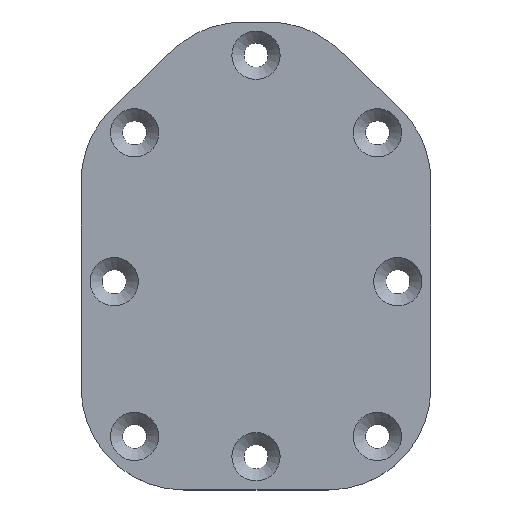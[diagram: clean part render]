
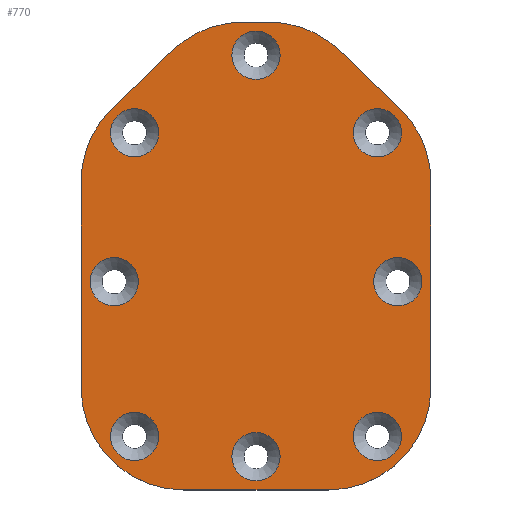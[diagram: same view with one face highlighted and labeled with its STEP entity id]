
A CAD part, top view. The second image highlights one B-rep face of the part: STEP entity #770.
In plain terms, the highlighted planar face has unit normal (0, 0, 1).
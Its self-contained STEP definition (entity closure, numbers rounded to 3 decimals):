
#51=FACE_BOUND('',#112,.T.);
#52=FACE_BOUND('',#113,.T.);
#53=FACE_BOUND('',#114,.T.);
#54=FACE_BOUND('',#115,.T.);
#55=FACE_BOUND('',#116,.T.);
#56=FACE_BOUND('',#117,.T.);
#57=FACE_BOUND('',#118,.T.);
#58=FACE_BOUND('',#119,.T.);
#68=FACE_OUTER_BOUND('',#111,.T.);
#111=EDGE_LOOP('',(#531,#532,#533,#534,#535,#536,#537,#538,#539,#540,#541,
#542));
#112=EDGE_LOOP('',(#543));
#113=EDGE_LOOP('',(#544));
#114=EDGE_LOOP('',(#545));
#115=EDGE_LOOP('',(#546));
#116=EDGE_LOOP('',(#547));
#117=EDGE_LOOP('',(#548));
#118=EDGE_LOOP('',(#549));
#119=EDGE_LOOP('',(#550));
#171=CIRCLE('',#830,17.);
#172=CIRCLE('',#831,17.);
#173=CIRCLE('',#832,17.);
#174=CIRCLE('',#833,17.);
#175=CIRCLE('',#834,17.);
#176=CIRCLE('',#835,17.);
#177=CIRCLE('',#836,4.);
#178=CIRCLE('',#837,4.);
#179=CIRCLE('',#838,4.);
#180=CIRCLE('',#839,4.);
#181=CIRCLE('',#840,4.);
#182=CIRCLE('',#841,4.);
#183=CIRCLE('',#842,4.);
#184=CIRCLE('',#843,4.);
#219=LINE('',#1184,#283);
#220=LINE('',#1188,#284);
#221=LINE('',#1192,#285);
#222=LINE('',#1196,#286);
#223=LINE('',#1200,#287);
#224=LINE('',#1204,#288);
#283=VECTOR('',#930,10.);
#284=VECTOR('',#933,10.);
#285=VECTOR('',#936,10.);
#286=VECTOR('',#939,10.);
#287=VECTOR('',#942,10.);
#288=VECTOR('',#945,10.);
#347=VERTEX_POINT('',#1182);
#348=VERTEX_POINT('',#1183);
#349=VERTEX_POINT('',#1185);
#350=VERTEX_POINT('',#1187);
#351=VERTEX_POINT('',#1189);
#352=VERTEX_POINT('',#1191);
#353=VERTEX_POINT('',#1193);
#354=VERTEX_POINT('',#1195);
#355=VERTEX_POINT('',#1197);
#356=VERTEX_POINT('',#1199);
#357=VERTEX_POINT('',#1201);
#358=VERTEX_POINT('',#1203);
#359=VERTEX_POINT('',#1206);
#360=VERTEX_POINT('',#1208);
#361=VERTEX_POINT('',#1210);
#362=VERTEX_POINT('',#1212);
#363=VERTEX_POINT('',#1214);
#364=VERTEX_POINT('',#1216);
#365=VERTEX_POINT('',#1218);
#366=VERTEX_POINT('',#1220);
#419=EDGE_CURVE('',#347,#348,#219,.T.);
#420=EDGE_CURVE('',#349,#347,#171,.T.);
#421=EDGE_CURVE('',#350,#349,#220,.T.);
#422=EDGE_CURVE('',#351,#350,#172,.T.);
#423=EDGE_CURVE('',#352,#351,#221,.T.);
#424=EDGE_CURVE('',#353,#352,#173,.T.);
#425=EDGE_CURVE('',#354,#353,#222,.T.);
#426=EDGE_CURVE('',#355,#354,#174,.T.);
#427=EDGE_CURVE('',#356,#355,#223,.T.);
#428=EDGE_CURVE('',#357,#356,#175,.T.);
#429=EDGE_CURVE('',#358,#357,#224,.T.);
#430=EDGE_CURVE('',#348,#358,#176,.T.);
#431=EDGE_CURVE('',#359,#359,#177,.T.);
#432=EDGE_CURVE('',#360,#360,#178,.T.);
#433=EDGE_CURVE('',#361,#361,#179,.T.);
#434=EDGE_CURVE('',#362,#362,#180,.T.);
#435=EDGE_CURVE('',#363,#363,#181,.T.);
#436=EDGE_CURVE('',#364,#364,#182,.T.);
#437=EDGE_CURVE('',#365,#365,#183,.T.);
#438=EDGE_CURVE('',#366,#366,#184,.T.);
#531=ORIENTED_EDGE('',*,*,#419,.F.);
#532=ORIENTED_EDGE('',*,*,#420,.F.);
#533=ORIENTED_EDGE('',*,*,#421,.F.);
#534=ORIENTED_EDGE('',*,*,#422,.F.);
#535=ORIENTED_EDGE('',*,*,#423,.F.);
#536=ORIENTED_EDGE('',*,*,#424,.F.);
#537=ORIENTED_EDGE('',*,*,#425,.F.);
#538=ORIENTED_EDGE('',*,*,#426,.F.);
#539=ORIENTED_EDGE('',*,*,#427,.F.);
#540=ORIENTED_EDGE('',*,*,#428,.F.);
#541=ORIENTED_EDGE('',*,*,#429,.F.);
#542=ORIENTED_EDGE('',*,*,#430,.F.);
#543=ORIENTED_EDGE('',*,*,#431,.F.);
#544=ORIENTED_EDGE('',*,*,#432,.F.);
#545=ORIENTED_EDGE('',*,*,#433,.F.);
#546=ORIENTED_EDGE('',*,*,#434,.F.);
#547=ORIENTED_EDGE('',*,*,#435,.F.);
#548=ORIENTED_EDGE('',*,*,#436,.F.);
#549=ORIENTED_EDGE('',*,*,#437,.F.);
#550=ORIENTED_EDGE('',*,*,#438,.F.);
#755=PLANE('',#829);
#770=ADVANCED_FACE('',(#68,#51,#52,#53,#54,#55,#56,#57,#58),#755,.T.);
#829=AXIS2_PLACEMENT_3D('',#1181,#928,#929);
#830=AXIS2_PLACEMENT_3D('',#1186,#931,#932);
#831=AXIS2_PLACEMENT_3D('',#1190,#934,#935);
#832=AXIS2_PLACEMENT_3D('',#1194,#937,#938);
#833=AXIS2_PLACEMENT_3D('',#1198,#940,#941);
#834=AXIS2_PLACEMENT_3D('',#1202,#943,#944);
#835=AXIS2_PLACEMENT_3D('',#1205,#946,#947);
#836=AXIS2_PLACEMENT_3D('',#1207,#948,#949);
#837=AXIS2_PLACEMENT_3D('',#1209,#950,#951);
#838=AXIS2_PLACEMENT_3D('',#1211,#952,#953);
#839=AXIS2_PLACEMENT_3D('',#1213,#954,#955);
#840=AXIS2_PLACEMENT_3D('',#1215,#956,#957);
#841=AXIS2_PLACEMENT_3D('',#1217,#958,#959);
#842=AXIS2_PLACEMENT_3D('',#1219,#960,#961);
#843=AXIS2_PLACEMENT_3D('',#1221,#962,#963);
#928=DIRECTION('center_axis',(0.,0.,1.));
#929=DIRECTION('ref_axis',(1.,0.,0.));
#930=DIRECTION('',(0.,1.,0.));
#931=DIRECTION('center_axis',(0.,0.,-1.));
#932=DIRECTION('ref_axis',(-1.,0.,0.));
#933=DIRECTION('',(-1.,0.,0.));
#934=DIRECTION('center_axis',(0.,0.,-1.));
#935=DIRECTION('ref_axis',(0.,-1.,0.));
#936=DIRECTION('',(0.,-1.,0.));
#937=DIRECTION('center_axis',(0.,0.,-1.));
#938=DIRECTION('ref_axis',(1.,0.,0.));
#939=DIRECTION('',(0.722,-0.692,0.));
#940=DIRECTION('center_axis',(0.,0.,-1.));
#941=DIRECTION('ref_axis',(0.,1.,0.));
#942=DIRECTION('',(1.,0.,0.));
#943=DIRECTION('center_axis',(0.,0.,-1.));
#944=DIRECTION('ref_axis',(0.,1.,0.));
#945=DIRECTION('',(0.722,0.692,0.));
#946=DIRECTION('center_axis',(0.,0.,-1.));
#947=DIRECTION('ref_axis',(-1.,0.,0.));
#948=DIRECTION('center_axis',(0.,0.,1.));
#949=DIRECTION('ref_axis',(1.,0.,0.));
#950=DIRECTION('center_axis',(0.,0.,1.));
#951=DIRECTION('ref_axis',(1.,0.,0.));
#952=DIRECTION('center_axis',(0.,0.,1.));
#953=DIRECTION('ref_axis',(1.,0.,0.));
#954=DIRECTION('center_axis',(0.,0.,1.));
#955=DIRECTION('ref_axis',(1.,0.,0.));
#956=DIRECTION('center_axis',(0.,0.,1.));
#957=DIRECTION('ref_axis',(1.,0.,0.));
#958=DIRECTION('center_axis',(0.,0.,1.));
#959=DIRECTION('ref_axis',(1.,0.,0.));
#960=DIRECTION('center_axis',(0.,0.,1.));
#961=DIRECTION('ref_axis',(-1.,0.,0.));
#962=DIRECTION('center_axis',(0.,0.,1.));
#963=DIRECTION('ref_axis',(1.,0.,0.));
#1181=CARTESIAN_POINT('Origin',(3.668,-12.3,2.032));
#1182=CARTESIAN_POINT('',(-26.332,-22.845,2.032));
#1183=CARTESIAN_POINT('',(-26.332,11.2,2.032));
#1184=CARTESIAN_POINT('',(-26.332,-19.002,2.032));
#1185=CARTESIAN_POINT('',(-9.332,-39.845,2.032));
#1186=CARTESIAN_POINT('Origin',(-9.332,-22.845,2.032));
#1187=CARTESIAN_POINT('',(14.668,-39.845,2.032));
#1188=CARTESIAN_POINT('',(8.668,-39.845,2.032));
#1189=CARTESIAN_POINT('',(31.668,-22.845,2.032));
#1190=CARTESIAN_POINT('Origin',(14.668,-22.845,2.032));
#1191=CARTESIAN_POINT('',(31.668,11.2,2.032));
#1192=CARTESIAN_POINT('',(31.668,-0.502,2.032));
#1193=CARTESIAN_POINT('',(26.689,23.221,2.032));
#1194=CARTESIAN_POINT('Origin',(14.668,11.2,2.032));
#1195=CARTESIAN_POINT('',(16.789,32.721,2.032));
#1196=CARTESIAN_POINT('',(29.569,20.457,2.032));
#1197=CARTESIAN_POINT('',(4.768,37.7,2.032));
#1198=CARTESIAN_POINT('Origin',(4.768,20.7,2.032));
#1199=CARTESIAN_POINT('',(0.568,37.7,2.032));
#1200=CARTESIAN_POINT('',(-2.332,37.7,2.032));
#1201=CARTESIAN_POINT('',(-11.453,32.721,2.032));
#1202=CARTESIAN_POINT('Origin',(0.568,20.7,2.032));
#1203=CARTESIAN_POINT('',(-21.353,23.221,2.032));
#1204=CARTESIAN_POINT('',(-23.713,20.957,2.032));
#1205=CARTESIAN_POINT('Origin',(-9.332,11.2,2.032));
#1206=CARTESIAN_POINT('',(22.168,-5.345,2.032));
#1207=CARTESIAN_POINT('Origin',(26.168,-5.345,2.032));
#1208=CARTESIAN_POINT('',(-21.464,-30.976,2.032));
#1209=CARTESIAN_POINT('Origin',(-17.464,-30.976,2.032));
#1210=CARTESIAN_POINT('',(-1.332,-34.345,2.032));
#1211=CARTESIAN_POINT('Origin',(2.668,-34.345,2.032));
#1212=CARTESIAN_POINT('',(18.8,-30.976,2.032));
#1213=CARTESIAN_POINT('Origin',(22.8,-30.976,2.032));
#1214=CARTESIAN_POINT('',(18.8,19.332,2.032));
#1215=CARTESIAN_POINT('Origin',(22.8,19.332,2.032));
#1216=CARTESIAN_POINT('',(-1.332,32.2,2.032));
#1217=CARTESIAN_POINT('Origin',(2.668,32.2,2.032));
#1218=CARTESIAN_POINT('',(-13.464,19.332,2.032));
#1219=CARTESIAN_POINT('Origin',(-17.464,19.332,2.032));
#1220=CARTESIAN_POINT('',(-24.832,-5.345,2.032));
#1221=CARTESIAN_POINT('Origin',(-20.832,-5.345,2.032));
